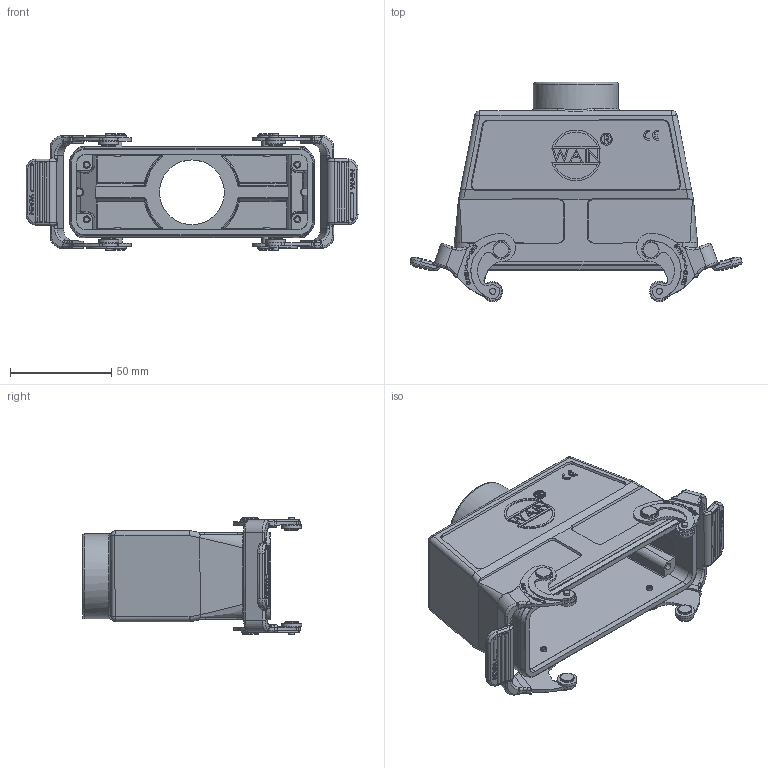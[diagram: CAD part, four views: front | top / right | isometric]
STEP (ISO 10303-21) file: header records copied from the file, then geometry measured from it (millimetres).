
FILE_DESCRIPTION(/* description */ (''),/* implementation_level */ '2;1');
FILE_NAME(/* name */ '29.stp',/* time_stamp */ '2023-12-01T09:46:34+08:00',/* author */ (''),/* organization */ (''),/* preprocessor_version */ 'ST-DEVELOPER v18.1',/* originating_system */ 'SIEMENS PLM Software NX 1980',/* authorisation */ '');
FILE_SCHEMA (('AP203_CONFIGURATION_CONTROLLED_3D_DESIGN_OF_MECHANICAL_PARTS_AND_ASSEMBLIES_MIM_LF { 1 0 10303 403 2 1 2}'));
Products named in the file (1): 3D_1240247415004_HV24B-CCTH-2L_SC-M32_V1.0_step
Bounding box: 163.91 x 108.25 x 57.51 mm (x, y, z)
Volume: 109860.4 mm3; surface area: 72771.9 mm2
Topology: 20 solids, 20 shells, 1581 faces, 3996 edges, 2554 vertices
Faces by surface type: plane 823, cylinder 386, bspline 93, extrusion 84, torus 78, sphere 62, cone 53, revolution 2
Full cylindrical faces by diameter (mm): 1.9 x4, 2.5 x4, 2.95 x10, 3 x4, 3.5 x4, 4.8 x6, 4.907 x4, 5 x8, 6 x2, 7 x4, 8 x4, 9.8 x4, 32 x1, 35.6 x1, 42 x1
Entity records: 52090 total; most frequent: CARTESIAN_POINT 15340, ORIENTED_EDGE 7588, DIRECTION 7186, EDGE_CURVE 3794, VERTEX_POINT 2484, AXIS2_PLACEMENT_3D 2454, VECTOR 2276, LINE 2192
